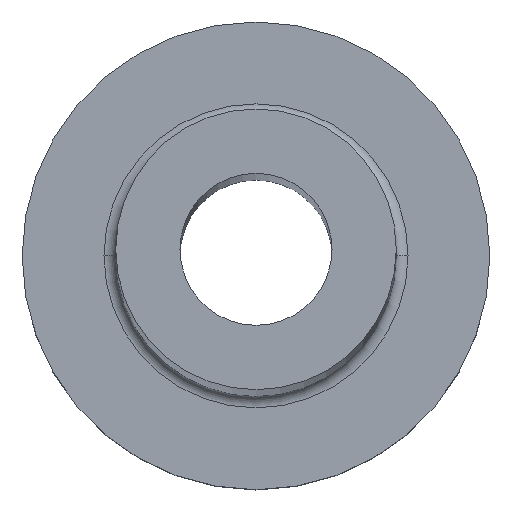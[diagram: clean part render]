
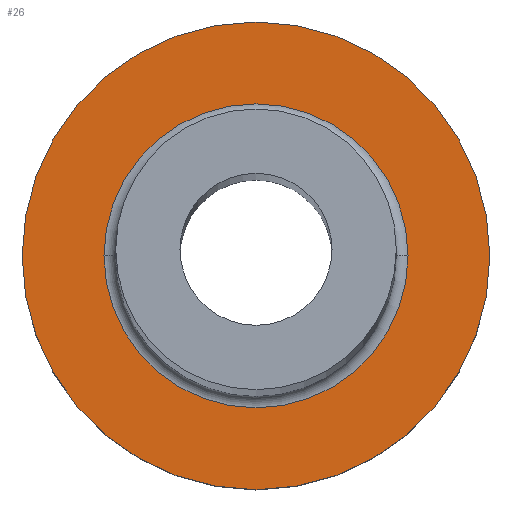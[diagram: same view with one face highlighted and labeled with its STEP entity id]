
A CAD part, top view. The second image highlights one B-rep face of the part: STEP entity #26.
In plain terms, the highlighted planar face has unit normal (0, 0, 1).
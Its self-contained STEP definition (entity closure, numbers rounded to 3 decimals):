
#17 = VERTEX_POINT ( 'NONE', #187 ) ;
#22 = AXIS2_PLACEMENT_3D ( 'NONE', #149, #239, #91 ) ;
#26 = ADVANCED_FACE ( 'NONE', ( #35, #67 ), #368, .T. ) ;
#33 = CARTESIAN_POINT ( 'NONE',  ( 6.5, 0., 7. ) ) ;
#35 = FACE_BOUND ( 'NONE', #97, .T. ) ;
#37 = ORIENTED_EDGE ( 'NONE', *, *, #84, .T. ) ;
#39 = DIRECTION ( 'NONE',  ( 1., 0., 0. ) ) ;
#47 = VERTEX_POINT ( 'NONE', #191 ) ;
#48 = CIRCLE ( 'NONE', #22, 10. ) ;
#50 = DIRECTION ( 'NONE',  ( 0., 0., -1. ) ) ;
#67 = FACE_OUTER_BOUND ( 'NONE', #259, .T. ) ;
#83 = AXIS2_PLACEMENT_3D ( 'NONE', #161, #215, #339 ) ;
#84 = EDGE_CURVE ( 'NONE', #288, #162, #92, .T. ) ;
#86 = ORIENTED_EDGE ( 'NONE', *, *, #275, .T. ) ;
#88 = CARTESIAN_POINT ( 'NONE',  ( 0., 0., 7. ) ) ;
#91 = DIRECTION ( 'NONE',  ( 1., 0., 0. ) ) ;
#92 = CIRCLE ( 'NONE', #211, 6.5 ) ;
#97 = EDGE_LOOP ( 'NONE', ( #86, #37 ) ) ;
#123 = CARTESIAN_POINT ( 'NONE',  ( 0., 0., 7. ) ) ;
#140 = ORIENTED_EDGE ( 'NONE', *, *, #369, .T. ) ;
#149 = CARTESIAN_POINT ( 'NONE',  ( 0., 0., 7. ) ) ;
#161 = CARTESIAN_POINT ( 'NONE',  ( 0., 0., 7. ) ) ;
#162 = VERTEX_POINT ( 'NONE', #33 ) ;
#166 = CARTESIAN_POINT ( 'NONE',  ( -6.5, 0., 7. ) ) ;
#172 = CIRCLE ( 'NONE', #206, 10. ) ;
#187 = CARTESIAN_POINT ( 'NONE',  ( 10., 0., 7. ) ) ;
#191 = CARTESIAN_POINT ( 'NONE',  ( -10., 0., 7. ) ) ;
#206 = AXIS2_PLACEMENT_3D ( 'NONE', #123, #267, #295 ) ;
#211 = AXIS2_PLACEMENT_3D ( 'NONE', #371, #366, #39 ) ;
#215 = DIRECTION ( 'NONE',  ( 0., 0., 1. ) ) ;
#239 = DIRECTION ( 'NONE',  ( 0., 0., 1. ) ) ;
#242 = AXIS2_PLACEMENT_3D ( 'NONE', #88, #50, #355 ) ;
#259 = EDGE_LOOP ( 'NONE', ( #312, #140 ) ) ;
#267 = DIRECTION ( 'NONE',  ( 0., 0., 1. ) ) ;
#275 = EDGE_CURVE ( 'NONE', #162, #288, #325, .T. ) ;
#288 = VERTEX_POINT ( 'NONE', #166 ) ;
#295 = DIRECTION ( 'NONE',  ( 1., 0., 0. ) ) ;
#312 = ORIENTED_EDGE ( 'NONE', *, *, #377, .T. ) ;
#325 = CIRCLE ( 'NONE', #242, 6.5 ) ;
#339 = DIRECTION ( 'NONE',  ( 1., 0., 0. ) ) ;
#355 = DIRECTION ( 'NONE',  ( 1., 0., 0. ) ) ;
#366 = DIRECTION ( 'NONE',  ( 0., 0., -1. ) ) ;
#368 = PLANE ( 'NONE',  #83 ) ;
#369 = EDGE_CURVE ( 'NONE', #17, #47, #172, .T. ) ;
#371 = CARTESIAN_POINT ( 'NONE',  ( 0., 0., 7. ) ) ;
#377 = EDGE_CURVE ( 'NONE', #47, #17, #48, .T. ) ;
